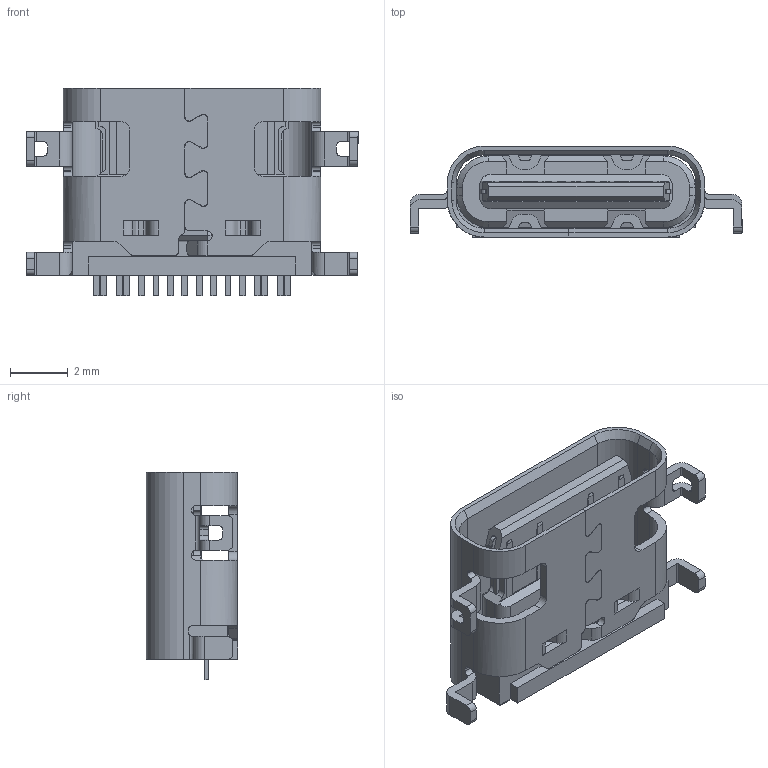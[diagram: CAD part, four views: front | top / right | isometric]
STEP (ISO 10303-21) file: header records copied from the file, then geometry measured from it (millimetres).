
FILE_DESCRIPTION (( 'STEP AP203' ), '1' );
FILE_NAME ('Same_Sky_UJ20-C-H-G-MSMT-2-P16-TR.step', '2024-11-13T19:58:45', ( '' ), ( '' ), 'SwSTEP 2.0', 'SolidWorks 2024', '' );
FILE_SCHEMA (( 'CONFIG_CONTROL_DESIGN' ));
Length unit declared in the file: inch
Products named in the file (1): Same_Sky_UJ20-C-H-G-MSMT-2-P16-TR
Bounding box: 11.54 x 3.18 x 7.2 mm (x, y, z)
Volume: 95.9 mm3; surface area: 435.5 mm2
Topology: 1 solids, 1 shells, 697 faces, 2017 edges, 1306 vertices
Faces by surface type: plane 498, cylinder 186, cone 12, bspline 1
Entity records: 23062 total; most frequent: CARTESIAN_POINT 4499, ORIENTED_EDGE 4034, DIRECTION 3658, EDGE_CURVE 2017, LINE 1558, VECTOR 1558, VERTEX_POINT 1306, AXIS2_PLACEMENT_3D 1050
